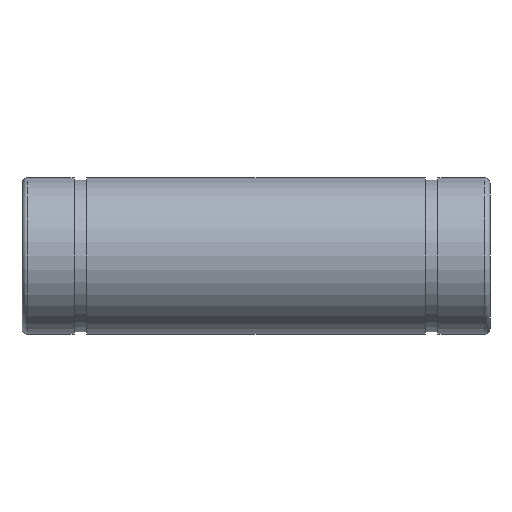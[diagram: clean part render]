
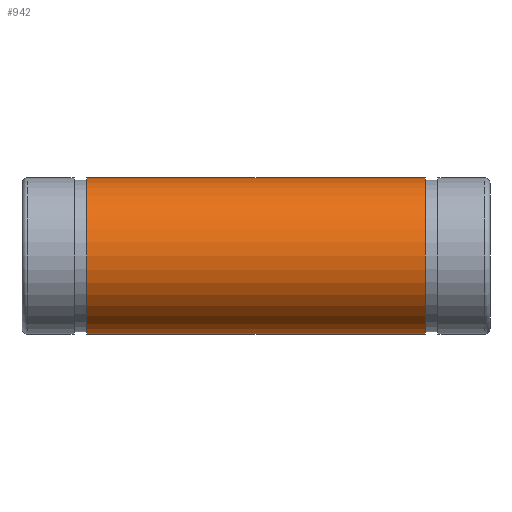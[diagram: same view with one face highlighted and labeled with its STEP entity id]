
A CAD part, left-side view. The second image highlights one B-rep face of the part: STEP entity #942.
In plain terms, the highlighted cylindrical face has radius 7.49 mm (diameter 14.98 mm), a partial arc.
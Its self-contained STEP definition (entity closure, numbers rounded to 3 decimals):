
#17 = LINE ( 'NONE', #244, #879 ) ;
#24 = DIRECTION ( 'NONE',  ( 0., -1., 0. ) ) ;
#25 = CARTESIAN_POINT ( 'NONE',  ( 0., 22.44, -7.49 ) ) ;
#53 = EDGE_CURVE ( 'NONE', #583, #425, #465, .T. ) ;
#86 = EDGE_CURVE ( 'NONE', #483, #425, #17, .T. ) ;
#144 = VECTOR ( 'NONE', #24, 1000. ) ;
#212 = CARTESIAN_POINT ( 'NONE',  ( 0., -16.25, 0. ) ) ;
#213 = FACE_OUTER_BOUND ( 'NONE', #403, .T. ) ;
#231 = DIRECTION ( 'NONE',  ( 0., 0., 1. ) ) ;
#243 = CIRCLE ( 'NONE', #515, 7.49 ) ;
#244 = CARTESIAN_POINT ( 'NONE',  ( 0., 22.44, 7.49 ) ) ;
#279 = DIRECTION ( 'NONE',  ( 0., -1., 0. ) ) ;
#289 = CARTESIAN_POINT ( 'NONE',  ( 0., -16.25, 7.49 ) ) ;
#396 = AXIS2_PLACEMENT_3D ( 'NONE', #212, #978, #985 ) ;
#403 = EDGE_LOOP ( 'NONE', ( #650, #1044, #722, #436 ) ) ;
#425 = VERTEX_POINT ( 'NONE', #289 ) ;
#434 = CARTESIAN_POINT ( 'NONE',  ( 0., 22.44, 0. ) ) ;
#436 = ORIENTED_EDGE ( 'NONE', *, *, #53, .T. ) ;
#464 = LINE ( 'NONE', #25, #144 ) ;
#465 = CIRCLE ( 'NONE', #396, 7.49 ) ;
#483 = VERTEX_POINT ( 'NONE', #909 ) ;
#484 = DIRECTION ( 'NONE',  ( 0., -1., 0. ) ) ;
#515 = AXIS2_PLACEMENT_3D ( 'NONE', #996, #744, #231 ) ;
#583 = VERTEX_POINT ( 'NONE', #899 ) ;
#650 = ORIENTED_EDGE ( 'NONE', *, *, #86, .F. ) ;
#701 = EDGE_CURVE ( 'NONE', #787, #483, #243, .T. ) ;
#722 = ORIENTED_EDGE ( 'NONE', *, *, #895, .T. ) ;
#744 = DIRECTION ( 'NONE',  ( 0., 1., 0. ) ) ;
#787 = VERTEX_POINT ( 'NONE', #1017 ) ;
#829 = CYLINDRICAL_SURFACE ( 'NONE', #982, 7.49 ) ;
#879 = VECTOR ( 'NONE', #484, 1000. ) ;
#895 = EDGE_CURVE ( 'NONE', #787, #583, #464, .T. ) ;
#899 = CARTESIAN_POINT ( 'NONE',  ( 0., -16.25, -7.49 ) ) ;
#909 = CARTESIAN_POINT ( 'NONE',  ( 0., 16.25, 7.49 ) ) ;
#942 = ADVANCED_FACE ( 'NONE', ( #213 ), #829, .T. ) ;
#978 = DIRECTION ( 'NONE',  ( 0., 1., 0. ) ) ;
#982 = AXIS2_PLACEMENT_3D ( 'NONE', #434, #279, #1029 ) ;
#985 = DIRECTION ( 'NONE',  ( 0., 0., 1. ) ) ;
#996 = CARTESIAN_POINT ( 'NONE',  ( 0., 16.25, 0. ) ) ;
#1017 = CARTESIAN_POINT ( 'NONE',  ( 0., 16.25, -7.49 ) ) ;
#1029 = DIRECTION ( 'NONE',  ( 0., 0., -1. ) ) ;
#1044 = ORIENTED_EDGE ( 'NONE', *, *, #701, .F. ) ;
